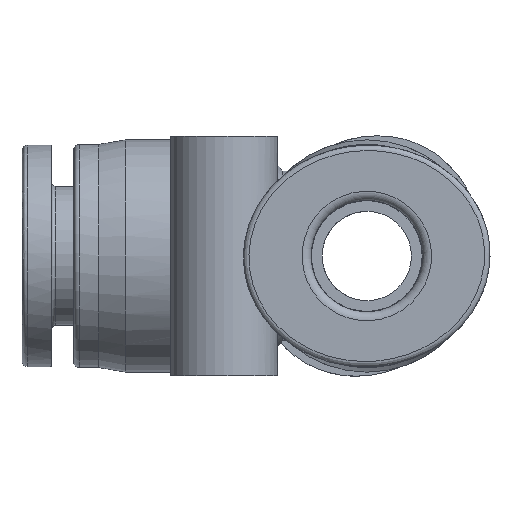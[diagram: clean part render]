
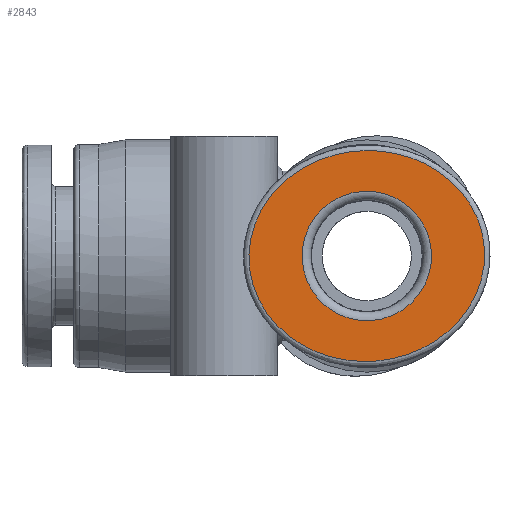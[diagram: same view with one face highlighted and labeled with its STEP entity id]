
A CAD part, left-side view. The second image highlights one B-rep face of the part: STEP entity #2843.
In plain terms, the highlighted face is planar.
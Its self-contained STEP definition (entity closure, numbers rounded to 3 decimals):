
#2 = CARTESIAN_POINT ( 'NONE',  ( -19.411, -3.745, -23.907 ) ) ;
#11 = FACE_OUTER_BOUND ( 'NONE', #1612, .T. ) ;
#41 = CARTESIAN_POINT ( 'NONE',  ( -19.129, 6.445, -19.213 ) ) ;
#105 = CARTESIAN_POINT ( 'NONE',  ( -19.216, 3.306, -25.101 ) ) ;
#125 = CARTESIAN_POINT ( 'NONE',  ( -19.303, 0.165, -25.89 ) ) ;
#147 = CARTESIAN_POINT ( 'NONE',  ( -19.445, -4.963, -16.973 ) ) ;
#210 = CARTESIAN_POINT ( 'NONE',  ( -19.455, -5.332, -18.562 ) ) ;
#255 = PLANE ( 'NONE',  #2810 ) ;
#265 = CARTESIAN_POINT ( 'NONE',  ( -19.431, -4.46, -22.907 ) ) ;
#295 = CARTESIAN_POINT ( 'NONE',  ( -19.271, 1.32, -12.746 ) ) ;
#317 = CARTESIAN_POINT ( 'NONE',  ( -19.208, 3.601, -13.604 ) ) ;
#379 = CARTESIAN_POINT ( 'NONE',  ( -19.327, -0.716, -12.854 ) ) ;
#397 = CARTESIAN_POINT ( 'NONE',  ( -19.28, 0.986, -25.888 ) ) ;
#414 = CARTESIAN_POINT ( 'NONE',  ( -19.294, 0.496, -12.687 ) ) ;
#582 = CARTESIAN_POINT ( 'NONE',  ( -19.436, -4.657, -16.209 ) ) ;
#604 = DIRECTION ( 'NONE',  ( 1., -0.028, 0. ) ) ;
#633 = DIRECTION ( 'NONE',  ( 0.028, 0.998, -0.056 ) ) ;
#662 = CARTESIAN_POINT ( 'NONE',  ( -19.258, 1.798, -25.743 ) ) ;
#680 = CARTESIAN_POINT ( 'NONE',  ( -19.247, 2.191, -25.624 ) ) ;
#757 = CARTESIAN_POINT ( 'NONE',  ( -19.326, -0.658, -25.794 ) ) ;
#782 = CARTESIAN_POINT ( 'NONE',  ( -19.45, -5.141, -17.561 ) ) ;
#842 = CARTESIAN_POINT ( 'NONE',  ( -19.338, -1.116, -12.973 ) ) ;
#908 = CARTESIAN_POINT ( 'NONE',  ( -19.166, 5.098, -23.437 ) ) ;
#927 = CARTESIAN_POINT ( 'NONE',  ( -19.443, -4.893, -16.778 ) ) ;
#1059 = CARTESIAN_POINT ( 'NONE',  ( -19.378, -2.537, -24.995 ) ) ;
#1091 = CARTESIAN_POINT ( 'NONE',  ( -19.445, -4.968, -21.795 ) ) ;
#1110 = CARTESIAN_POINT ( 'NONE',  ( -19.451, -5.197, -21.004 ) ) ;
#1126 = CARTESIAN_POINT ( 'NONE',  ( -19.431, -4.468, -15.847 ) ) ;
#1142 = CARTESIAN_POINT ( 'NONE',  ( -19.132, 6.343, -20.44 ) ) ;
#1186 = CARTESIAN_POINT ( 'NONE',  ( -19.193, 4.152, -19.503 ) ) ;
#1204 = CARTESIAN_POINT ( 'NONE',  ( -19.198, 3.94, -13.848 ) ) ;
#1223 = CARTESIAN_POINT ( 'NONE',  ( -19.132, 6.343, -17.996 ) ) ;
#1242 = CARTESIAN_POINT ( 'NONE',  ( -19.189, 4.281, -24.361 ) ) ;
#1329 = B_SPLINE_CURVE_WITH_KNOTS ( 'NONE', 3,
 ( #3060, #3043, #757, #2206, #3011, #1059, #3299, #1636, #3331, #2, #2773, #2234, #265, #3348, #1091, #1110, #2989, #1602, #2733, #210, #3547, #782, #1901, #147, #927, #582, #1126, #3192, #3364, #1506, #2912, #2894, #3442, #842, #379, #2824, #414, #2332, #295, #3091, #1674, #1691, #2610, #317, #1204, #1488, #2631, #1794, #1778, #2063, #1424, #1970, #1223, #2553, #41, #1403, #1142, #1524, #2270, #2927, #3380, #2532, #1759, #908, #2651, #1242, #2042, #105, #3174, #680, #662, #397, #2080, #125 ),
 .UNSPECIFIED., .T., .F.,
 ( 4, 2, 2, 2, 2, 2, 2, 2, 2, 2, 2, 2, 2, 2, 2, 2, 2, 2, 2, 2, 2, 2, 2, 2, 2, 2, 2, 2, 2, 2, 2, 2, 2, 2, 2, 2, 4 ),
 ( 0., 0.001, 0.002, 0.004, 0.004, 0.005, 0.006, 0.007, 0.009, 0.01, 0.011, 0.012, 0.012, 0.014, 0.015, 0.016, 0.017, 0.019, 0.02, 0.02, 0.021, 0.022, 0.024, 0.025, 0.026, 0.027, 0.029, 0.03, 0.031, 0.032, 0.033, 0.034, 0.035, 0.036, 0.037, 0.038, 0.04 ),
 .UNSPECIFIED. ) ;
#1344 = DIRECTION ( 'NONE',  ( 0.028, 0.998, -0.056 ) ) ;
#1403 = CARTESIAN_POINT ( 'NONE',  ( -19.13, 6.4, -20.029 ) ) ;
#1424 = CARTESIAN_POINT ( 'NONE',  ( -19.14, 6.036, -16.805 ) ) ;
#1449 = VERTEX_POINT ( 'NONE', #1485 ) ;
#1485 = CARTESIAN_POINT ( 'NONE',  ( -19.303, 0.165, -25.89 ) ) ;
#1488 = CARTESIAN_POINT ( 'NONE',  ( -19.182, 4.548, -14.39 ) ) ;
#1506 = CARTESIAN_POINT ( 'NONE',  ( -19.396, -3.21, -14.236 ) ) ;
#1524 = CARTESIAN_POINT ( 'NONE',  ( -19.137, 6.164, -21.236 ) ) ;
#1602 = CARTESIAN_POINT ( 'NONE',  ( -19.456, -5.366, -19.795 ) ) ;
#1612 = EDGE_LOOP ( 'NONE', ( #2900 ) ) ;
#1636 = CARTESIAN_POINT ( 'NONE',  ( -19.399, -3.323, -24.351 ) ) ;
#1674 = CARTESIAN_POINT ( 'NONE',  ( -19.254, 1.928, -12.866 ) ) ;
#1691 = CARTESIAN_POINT ( 'NONE',  ( -19.238, 2.518, -13.042 ) ) ;
#1759 = CARTESIAN_POINT ( 'NONE',  ( -19.157, 5.428, -22.922 ) ) ;
#1778 = CARTESIAN_POINT ( 'NONE',  ( -19.154, 5.53, -15.696 ) ) ;
#1794 = CARTESIAN_POINT ( 'NONE',  ( -19.16, 5.313, -15.341 ) ) ;
#1901 = CARTESIAN_POINT ( 'NONE',  ( -19.448, -5.087, -17.364 ) ) ;
#1954 = EDGE_LOOP ( 'NONE', ( #2821 ) ) ;
#1970 = CARTESIAN_POINT ( 'NONE',  ( -19.134, 6.263, -17.589 ) ) ;
#2031 = CARTESIAN_POINT ( 'NONE',  ( -19.293, 0.534, -19.3 ) ) ;
#2042 = CARTESIAN_POINT ( 'NONE',  ( -19.197, 3.974, -24.629 ) ) ;
#2063 = CARTESIAN_POINT ( 'NONE',  ( -19.144, 5.89, -16.426 ) ) ;
#2080 = CARTESIAN_POINT ( 'NONE',  ( -19.291, 0.578, -25.913 ) ) ;
#2142 = EDGE_CURVE ( 'NONE', #2282, #2282, #2711, .T. ) ;
#2206 = CARTESIAN_POINT ( 'NONE',  ( -19.347, -1.44, -25.561 ) ) ;
#2234 = CARTESIAN_POINT ( 'NONE',  ( -19.425, -4.248, -23.255 ) ) ;
#2247 = DIRECTION ( 'NONE',  ( 1., -0.028, 0. ) ) ;
#2270 = CARTESIAN_POINT ( 'NONE',  ( -19.14, 6.041, -21.625 ) ) ;
#2282 = VERTEX_POINT ( 'NONE', #1186 ) ;
#2332 = CARTESIAN_POINT ( 'NONE',  ( -19.277, 1.116, -12.722 ) ) ;
#2532 = CARTESIAN_POINT ( 'NONE',  ( -19.154, 5.53, -22.745 ) ) ;
#2553 = CARTESIAN_POINT ( 'NONE',  ( -19.129, 6.434, -18.807 ) ) ;
#2610 = CARTESIAN_POINT ( 'NONE',  ( -19.227, 2.892, -13.203 ) ) ;
#2631 = CARTESIAN_POINT ( 'NONE',  ( -19.174, 4.822, -14.689 ) ) ;
#2651 = CARTESIAN_POINT ( 'NONE',  ( -19.173, 4.847, -23.762 ) ) ;
#2711 = CIRCLE ( 'NONE', #3007, 3.625 ) ;
#2733 = CARTESIAN_POINT ( 'NONE',  ( -19.456, -5.378, -19.384 ) ) ;
#2773 = CARTESIAN_POINT ( 'NONE',  ( -19.415, -3.877, -23.748 ) ) ;
#2810 = AXIS2_PLACEMENT_3D ( 'NONE', #3086, #2247, #1344 ) ;
#2815 = FACE_BOUND ( 'NONE', #1954, .T. ) ;
#2821 = ORIENTED_EDGE ( 'NONE', *, *, #2142, .T. ) ;
#2824 = CARTESIAN_POINT ( 'NONE',  ( -19.305, 0.088, -12.712 ) ) ;
#2843 = ADVANCED_FACE ( 'NONE', ( #11, #2815 ), #255, .F. ) ;
#2894 = CARTESIAN_POINT ( 'NONE',  ( -19.369, -2.226, -13.491 ) ) ;
#2900 = ORIENTED_EDGE ( 'NONE', *, *, #3447, .T. ) ;
#2912 = CARTESIAN_POINT ( 'NONE',  ( -19.388, -2.902, -13.967 ) ) ;
#2927 = CARTESIAN_POINT ( 'NONE',  ( -19.147, 5.806, -22.193 ) ) ;
#2989 = CARTESIAN_POINT ( 'NONE',  ( -19.453, -5.275, -20.604 ) ) ;
#3007 = AXIS2_PLACEMENT_3D ( 'NONE', #2031, #604, #633 ) ;
#3011 = CARTESIAN_POINT ( 'NONE',  ( -19.358, -1.816, -25.402 ) ) ;
#3043 = CARTESIAN_POINT ( 'NONE',  ( -19.314, -0.249, -25.866 ) ) ;
#3060 = CARTESIAN_POINT ( 'NONE',  ( -19.303, 0.165, -25.89 ) ) ;
#3086 = CARTESIAN_POINT ( 'NONE',  ( -19.305, 0.086, -27.287 ) ) ;
#3091 = CARTESIAN_POINT ( 'NONE',  ( -19.26, 1.726, -12.818 ) ) ;
#3174 = CARTESIAN_POINT ( 'NONE',  ( -19.226, 2.943, -25.305 ) ) ;
#3192 = CARTESIAN_POINT ( 'NONE',  ( -19.419, -4.027, -15.158 ) ) ;
#3299 = CARTESIAN_POINT ( 'NONE',  ( -19.387, -2.867, -24.756 ) ) ;
#3331 = CARTESIAN_POINT ( 'NONE',  ( -19.403, -3.468, -24.208 ) ) ;
#3348 = CARTESIAN_POINT ( 'NONE',  ( -19.441, -4.82, -22.179 ) ) ;
#3364 = CARTESIAN_POINT ( 'NONE',  ( -19.412, -3.772, -14.83 ) ) ;
#3380 = CARTESIAN_POINT ( 'NONE',  ( -19.149, 5.719, -22.381 ) ) ;
#3442 = CARTESIAN_POINT ( 'NONE',  ( -19.359, -1.869, -13.292 ) ) ;
#3447 = EDGE_CURVE ( 'NONE', #1449, #1449, #1329, .T. ) ;
#3547 = CARTESIAN_POINT ( 'NONE',  ( -19.453, -5.275, -18.158 ) ) ;
